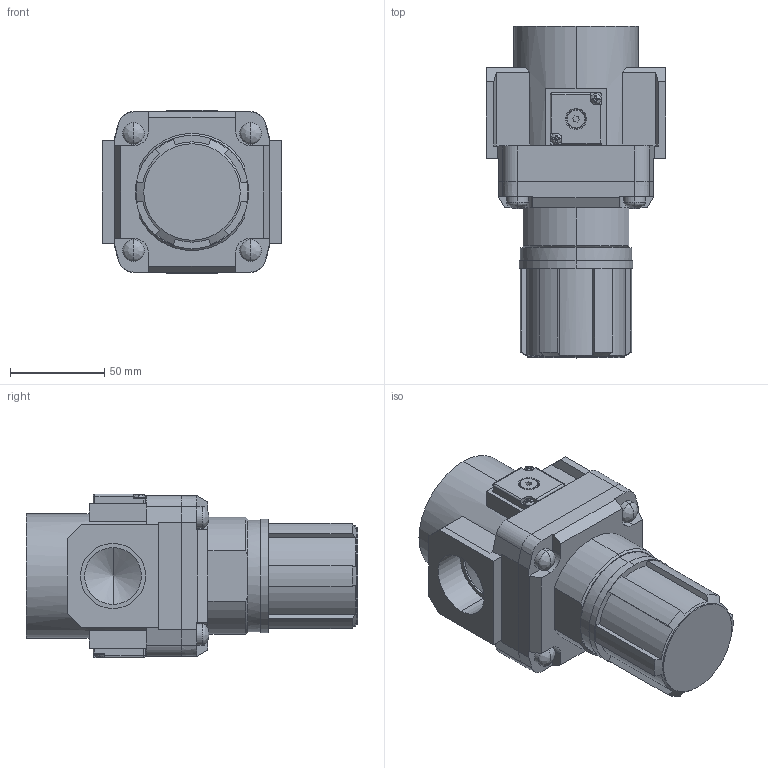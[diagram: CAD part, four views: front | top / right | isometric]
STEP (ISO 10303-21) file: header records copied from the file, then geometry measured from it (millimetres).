
FILE_DESCRIPTION (( 'STEP AP214' ), '1' );
FILE_NAME ('AR60-F10-B.step.step', '2018-07-03T09:48:40', ( '' ), ( '' ), 'SwSTEP 2.0', 'SolidWorks 2018', '' );
FILE_SCHEMA (( 'AUTOMOTIVE_DESIGN' ));
Length unit declared in the file: millimetre
Products named in the file (5): AR60-F10-B.step; AR60-F10-B.step_PLUG_G18; AR60-F10-B.step_AR-B BODY_60-L2R; AR60-F10-B.step_AR-B ACCESSORY_X
Assembly tree (5 placements, depth 2):
  AR60-F10-B.step
    AR60-F10-B.step_AR-B BODY_60-L2R
    AR60-F10-B.step_AR-B ACCESSORY_X
    AR60-F10-B.step_AR-B ACCESSORY_X
    AR60-F10-B.step_PLUG_G18  x2
Bounding box: 95 x 175.6 x 86.6 mm (x, y, z)
Volume: 690761 mm3; surface area: 70014 mm2
Topology: 5 solids, 5 shells, 371 faces, 950 edges, 592 vertices
Faces by surface type: plane 198, cylinder 112, cone 41, bspline 16, sphere 4
Entity records: 12394 total; most frequent: CARTESIAN_POINT 2378, ORIENTED_EDGE 1788, DIRECTION 1768, EDGE_CURVE 894, AXIS2_PLACEMENT_3D 604, VERTEX_POINT 574, VECTOR 560, LINE 560
